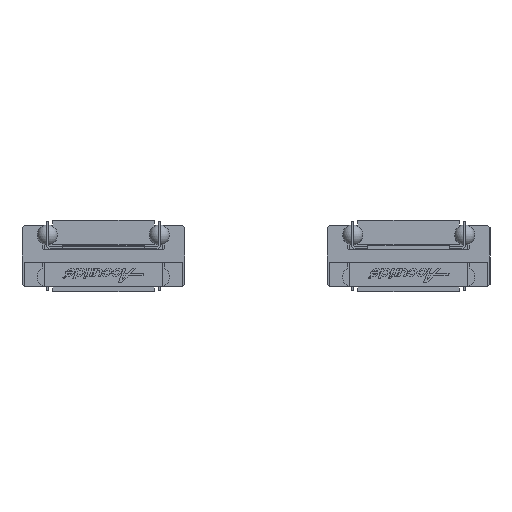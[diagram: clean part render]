
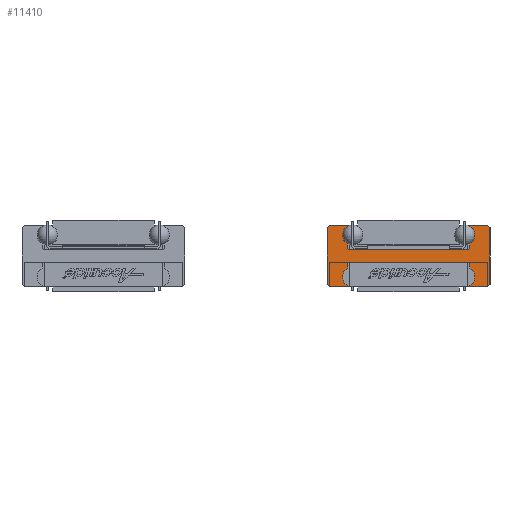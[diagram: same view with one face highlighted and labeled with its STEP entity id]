
A CAD part, left-side view. The second image highlights one B-rep face of the part: STEP entity #11410.
In plain terms, the highlighted face is planar.
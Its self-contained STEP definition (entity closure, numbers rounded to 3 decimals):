
#1445=CIRCLE('',#11993,5.05);
#1447=CIRCLE('',#11997,1.);
#1449=CIRCLE('',#12001,1.);
#1451=CIRCLE('',#12005,5.05);
#1453=CIRCLE('',#12015,5.05);
#1455=CIRCLE('',#12019,1.);
#1457=CIRCLE('',#12023,1.);
#1459=CIRCLE('',#12027,5.05);
#2060=FACE_OUTER_BOUND('',#2482,.T.);
#2482=EDGE_LOOP('',(#7653,#7654,#7655,#7656,#7657,#7658,#7659,#7660,#7661,
#7662,#7663,#7664,#7665,#7666,#7667,#7668,#7669,#7670,#7671,#7672,#7673,
#7674,#7675,#7676,#7677,#7678,#7679,#7680));
#2917=LINE('',#15704,#3760);
#2920=LINE('',#15710,#3763);
#2923=LINE('',#15716,#3766);
#2926=LINE('',#15722,#3769);
#2929=LINE('',#15728,#3772);
#2933=LINE('',#15740,#3776);
#2937=LINE('',#15752,#3780);
#2941=LINE('',#15764,#3784);
#2945=LINE('',#15776,#3788);
#2948=LINE('',#15782,#3791);
#2951=LINE('',#15788,#3794);
#2954=LINE('',#15794,#3797);
#2957=LINE('',#15800,#3800);
#2960=LINE('',#15806,#3803);
#2963=LINE('',#15812,#3806);
#2967=LINE('',#15824,#3810);
#2971=LINE('',#15836,#3814);
#2975=LINE('',#15848,#3818);
#2979=LINE('',#15860,#3822);
#2982=LINE('',#15864,#3825);
#3760=VECTOR('',#12948,10.);
#3763=VECTOR('',#12953,10.);
#3766=VECTOR('',#12958,10.);
#3769=VECTOR('',#12963,10.);
#3772=VECTOR('',#12968,10.);
#3776=VECTOR('',#12980,10.);
#3780=VECTOR('',#12992,10.);
#3784=VECTOR('',#13004,10.);
#3788=VECTOR('',#13016,10.);
#3791=VECTOR('',#13021,10.);
#3794=VECTOR('',#13026,10.);
#3797=VECTOR('',#13031,10.);
#3800=VECTOR('',#13036,10.);
#3803=VECTOR('',#13041,10.);
#3806=VECTOR('',#13046,10.);
#3810=VECTOR('',#13058,10.);
#3814=VECTOR('',#13070,10.);
#3818=VECTOR('',#13082,10.);
#3822=VECTOR('',#13094,10.);
#3825=VECTOR('',#13099,10.);
#4603=VERTEX_POINT('',#15701);
#4604=VERTEX_POINT('',#15703);
#4606=VERTEX_POINT('',#15709);
#4608=VERTEX_POINT('',#15715);
#4610=VERTEX_POINT('',#15721);
#4612=VERTEX_POINT('',#15727);
#4614=VERTEX_POINT('',#15733);
#4616=VERTEX_POINT('',#15739);
#4618=VERTEX_POINT('',#15745);
#4620=VERTEX_POINT('',#15751);
#4622=VERTEX_POINT('',#15757);
#4624=VERTEX_POINT('',#15763);
#4626=VERTEX_POINT('',#15769);
#4628=VERTEX_POINT('',#15775);
#4630=VERTEX_POINT('',#15781);
#4632=VERTEX_POINT('',#15787);
#4634=VERTEX_POINT('',#15793);
#4636=VERTEX_POINT('',#15799);
#4638=VERTEX_POINT('',#15805);
#4640=VERTEX_POINT('',#15811);
#4642=VERTEX_POINT('',#15817);
#4644=VERTEX_POINT('',#15823);
#4646=VERTEX_POINT('',#15829);
#4648=VERTEX_POINT('',#15835);
#4650=VERTEX_POINT('',#15841);
#4652=VERTEX_POINT('',#15847);
#4654=VERTEX_POINT('',#15853);
#4656=VERTEX_POINT('',#15859);
#5771=EDGE_CURVE('',#4604,#4603,#2917,.T.);
#5774=EDGE_CURVE('',#4606,#4604,#2920,.T.);
#5777=EDGE_CURVE('',#4608,#4606,#2923,.T.);
#5780=EDGE_CURVE('',#4610,#4608,#2926,.T.);
#5783=EDGE_CURVE('',#4612,#4610,#2929,.T.);
#5786=EDGE_CURVE('',#4614,#4612,#1445,.T.);
#5789=EDGE_CURVE('',#4616,#4614,#2933,.T.);
#5792=EDGE_CURVE('',#4618,#4616,#1447,.T.);
#5795=EDGE_CURVE('',#4620,#4618,#2937,.T.);
#5798=EDGE_CURVE('',#4622,#4620,#1449,.T.);
#5801=EDGE_CURVE('',#4624,#4622,#2941,.T.);
#5804=EDGE_CURVE('',#4626,#4624,#1451,.T.);
#5807=EDGE_CURVE('',#4628,#4626,#2945,.T.);
#5810=EDGE_CURVE('',#4630,#4628,#2948,.T.);
#5813=EDGE_CURVE('',#4632,#4630,#2951,.T.);
#5816=EDGE_CURVE('',#4634,#4632,#2954,.T.);
#5819=EDGE_CURVE('',#4636,#4634,#2957,.T.);
#5822=EDGE_CURVE('',#4638,#4636,#2960,.T.);
#5825=EDGE_CURVE('',#4640,#4638,#2963,.T.);
#5828=EDGE_CURVE('',#4642,#4640,#1453,.T.);
#5831=EDGE_CURVE('',#4644,#4642,#2967,.T.);
#5834=EDGE_CURVE('',#4646,#4644,#1455,.T.);
#5837=EDGE_CURVE('',#4648,#4646,#2971,.T.);
#5840=EDGE_CURVE('',#4650,#4648,#1457,.T.);
#5843=EDGE_CURVE('',#4652,#4650,#2975,.T.);
#5846=EDGE_CURVE('',#4654,#4652,#1459,.T.);
#5849=EDGE_CURVE('',#4656,#4654,#2979,.T.);
#5852=EDGE_CURVE('',#4603,#4656,#2982,.T.);
#7653=ORIENTED_EDGE('',*,*,#5852,.T.);
#7654=ORIENTED_EDGE('',*,*,#5849,.T.);
#7655=ORIENTED_EDGE('',*,*,#5846,.T.);
#7656=ORIENTED_EDGE('',*,*,#5843,.T.);
#7657=ORIENTED_EDGE('',*,*,#5840,.T.);
#7658=ORIENTED_EDGE('',*,*,#5837,.T.);
#7659=ORIENTED_EDGE('',*,*,#5834,.T.);
#7660=ORIENTED_EDGE('',*,*,#5831,.T.);
#7661=ORIENTED_EDGE('',*,*,#5828,.T.);
#7662=ORIENTED_EDGE('',*,*,#5825,.T.);
#7663=ORIENTED_EDGE('',*,*,#5822,.T.);
#7664=ORIENTED_EDGE('',*,*,#5819,.T.);
#7665=ORIENTED_EDGE('',*,*,#5816,.T.);
#7666=ORIENTED_EDGE('',*,*,#5813,.T.);
#7667=ORIENTED_EDGE('',*,*,#5810,.T.);
#7668=ORIENTED_EDGE('',*,*,#5807,.T.);
#7669=ORIENTED_EDGE('',*,*,#5804,.T.);
#7670=ORIENTED_EDGE('',*,*,#5801,.T.);
#7671=ORIENTED_EDGE('',*,*,#5798,.T.);
#7672=ORIENTED_EDGE('',*,*,#5795,.T.);
#7673=ORIENTED_EDGE('',*,*,#5792,.T.);
#7674=ORIENTED_EDGE('',*,*,#5789,.T.);
#7675=ORIENTED_EDGE('',*,*,#5786,.T.);
#7676=ORIENTED_EDGE('',*,*,#5783,.T.);
#7677=ORIENTED_EDGE('',*,*,#5780,.T.);
#7678=ORIENTED_EDGE('',*,*,#5777,.T.);
#7679=ORIENTED_EDGE('',*,*,#5774,.T.);
#7680=ORIENTED_EDGE('',*,*,#5771,.T.);
#11022=PLANE('',#12031);
#11410=ADVANCED_FACE('',(#2060),#11022,.F.);
#11993=AXIS2_PLACEMENT_3D('',#15734,#12974,#12975);
#11997=AXIS2_PLACEMENT_3D('',#15746,#12986,#12987);
#12001=AXIS2_PLACEMENT_3D('',#15758,#12998,#12999);
#12005=AXIS2_PLACEMENT_3D('',#15770,#13010,#13011);
#12015=AXIS2_PLACEMENT_3D('',#15818,#13052,#13053);
#12019=AXIS2_PLACEMENT_3D('',#15830,#13064,#13065);
#12023=AXIS2_PLACEMENT_3D('',#15842,#13076,#13077);
#12027=AXIS2_PLACEMENT_3D('',#15854,#13088,#13089);
#12031=AXIS2_PLACEMENT_3D('',#15866,#13102,#13103);
#12948=DIRECTION('',(0.707,-0.707,0.));
#12953=DIRECTION('',(1.,0.,0.));
#12958=DIRECTION('',(0.707,0.707,0.));
#12963=DIRECTION('',(0.,1.,0.));
#12968=DIRECTION('',(-1.,0.,0.));
#12974=DIRECTION('center_axis',(0.,0.,1.));
#12975=DIRECTION('ref_axis',(-0.863,-0.505,0.));
#12980=DIRECTION('',(-1.,0.,0.));
#12986=DIRECTION('center_axis',(0.,0.,1.));
#12987=DIRECTION('ref_axis',(-1.,0.,0.));
#12992=DIRECTION('',(0.,1.,0.));
#12998=DIRECTION('center_axis',(0.,0.,1.));
#12999=DIRECTION('ref_axis',(0.,1.,0.));
#13004=DIRECTION('',(1.,0.,0.));
#13010=DIRECTION('center_axis',(0.,0.,1.));
#13011=DIRECTION('ref_axis',(0.863,0.505,0.));
#13016=DIRECTION('',(1.,0.,0.));
#13021=DIRECTION('',(0.,1.,0.));
#13026=DIRECTION('',(-0.707,0.707,0.));
#13031=DIRECTION('',(-1.,0.,0.));
#13036=DIRECTION('',(-0.707,-0.707,0.));
#13041=DIRECTION('',(0.,-1.,0.));
#13046=DIRECTION('',(1.,0.,0.));
#13052=DIRECTION('center_axis',(0.,0.,1.));
#13053=DIRECTION('ref_axis',(0.863,0.505,0.));
#13058=DIRECTION('',(1.,0.,0.));
#13064=DIRECTION('center_axis',(0.,0.,1.));
#13065=DIRECTION('ref_axis',(1.,0.,0.));
#13070=DIRECTION('',(0.,-1.,0.));
#13076=DIRECTION('center_axis',(0.,0.,1.));
#13077=DIRECTION('ref_axis',(0.,-1.,0.));
#13082=DIRECTION('',(-1.,0.,0.));
#13088=DIRECTION('center_axis',(0.,0.,1.));
#13089=DIRECTION('ref_axis',(-0.863,-0.505,0.));
#13094=DIRECTION('',(-1.,0.,0.));
#13099=DIRECTION('',(0.,-1.,0.));
#13102=DIRECTION('center_axis',(0.,0.,1.));
#13103=DIRECTION('ref_axis',(1.,0.,0.));
#15701=CARTESIAN_POINT('',(15.,39.,-1000.));
#15703=CARTESIAN_POINT('',(14.,40.,-1000.));
#15704=CARTESIAN_POINT('',(15.,39.,-1000.));
#15709=CARTESIAN_POINT('',(-14.,40.,-1000.));
#15710=CARTESIAN_POINT('',(14.,40.,-1000.));
#15715=CARTESIAN_POINT('',(-15.,39.,-1000.));
#15716=CARTESIAN_POINT('',(-14.,40.,-1000.));
#15721=CARTESIAN_POINT('',(-15.,30.,-1000.));
#15722=CARTESIAN_POINT('',(-15.,39.,-1000.));
#15727=CARTESIAN_POINT('',(-14.659,30.,-1000.));
#15728=CARTESIAN_POINT('',(-15.,30.,-1000.));
#15733=CARTESIAN_POINT('',(-5.941,30.,-1000.));
#15734=CARTESIAN_POINT('Origin',(-10.3,27.45,-1000.));
#15739=CARTESIAN_POINT('',(-4.,30.,-1000.));
#15740=CARTESIAN_POINT('',(-5.941,30.,-1000.));
#15745=CARTESIAN_POINT('',(-3.,29.,-1000.));
#15746=CARTESIAN_POINT('Origin',(-4.,29.,-1000.));
#15751=CARTESIAN_POINT('',(-3.,-29.,-1000.));
#15752=CARTESIAN_POINT('',(-3.,29.,-1000.));
#15757=CARTESIAN_POINT('',(-4.,-30.,-1000.));
#15758=CARTESIAN_POINT('Origin',(-4.,-29.,-1000.));
#15763=CARTESIAN_POINT('',(-5.941,-30.,-1000.));
#15764=CARTESIAN_POINT('',(-4.,-30.,-1000.));
#15769=CARTESIAN_POINT('',(-14.659,-30.,-1000.));
#15770=CARTESIAN_POINT('Origin',(-10.3,-27.45,-1000.));
#15775=CARTESIAN_POINT('',(-15.,-30.,-1000.));
#15776=CARTESIAN_POINT('',(-14.659,-30.,-1000.));
#15781=CARTESIAN_POINT('',(-15.,-39.,-1000.));
#15782=CARTESIAN_POINT('',(-15.,-30.,-1000.));
#15787=CARTESIAN_POINT('',(-14.,-40.,-1000.));
#15788=CARTESIAN_POINT('',(-15.,-39.,-1000.));
#15793=CARTESIAN_POINT('',(14.,-40.,-1000.));
#15794=CARTESIAN_POINT('',(-14.,-40.,-1000.));
#15799=CARTESIAN_POINT('',(15.,-39.,-1000.));
#15800=CARTESIAN_POINT('',(14.,-40.,-1000.));
#15805=CARTESIAN_POINT('',(15.,-30.,-1000.));
#15806=CARTESIAN_POINT('',(15.,-39.,-1000.));
#15811=CARTESIAN_POINT('',(14.659,-30.,-1000.));
#15812=CARTESIAN_POINT('',(15.,-30.,-1000.));
#15817=CARTESIAN_POINT('',(5.941,-30.,-1000.));
#15818=CARTESIAN_POINT('Origin',(10.3,-27.45,-1000.));
#15823=CARTESIAN_POINT('',(4.,-30.,-1000.));
#15824=CARTESIAN_POINT('',(5.941,-30.,-1000.));
#15829=CARTESIAN_POINT('',(3.,-29.,-1000.));
#15830=CARTESIAN_POINT('Origin',(4.,-29.,-1000.));
#15835=CARTESIAN_POINT('',(3.,29.,-1000.));
#15836=CARTESIAN_POINT('',(3.,-29.,-1000.));
#15841=CARTESIAN_POINT('',(4.,30.,-1000.));
#15842=CARTESIAN_POINT('Origin',(4.,29.,-1000.));
#15847=CARTESIAN_POINT('',(5.941,30.,-1000.));
#15848=CARTESIAN_POINT('',(4.,30.,-1000.));
#15853=CARTESIAN_POINT('',(14.659,30.,-1000.));
#15854=CARTESIAN_POINT('Origin',(10.3,27.45,-1000.));
#15859=CARTESIAN_POINT('',(15.,30.,-1000.));
#15860=CARTESIAN_POINT('',(14.659,30.,-1000.));
#15864=CARTESIAN_POINT('',(15.,30.,-1000.));
#15866=CARTESIAN_POINT('Origin',(0.,0.,
-1000.));
